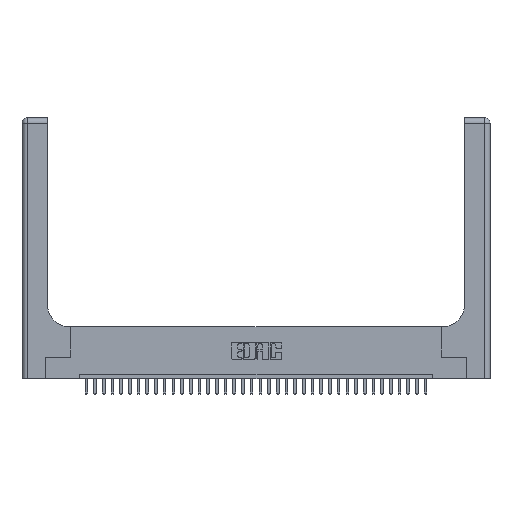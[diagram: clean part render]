
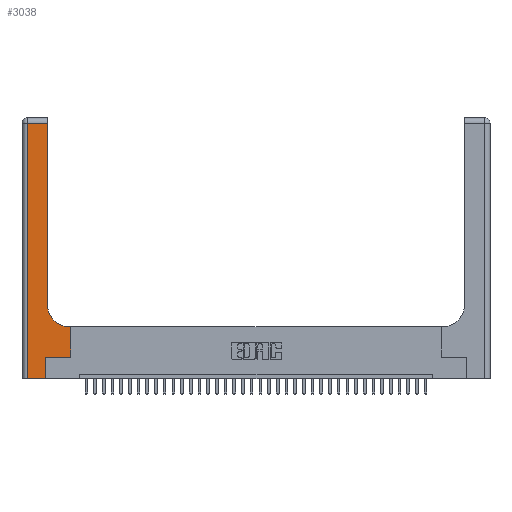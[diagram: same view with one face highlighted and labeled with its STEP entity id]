
A CAD part, top view. The second image highlights one B-rep face of the part: STEP entity #3038.
In plain terms, the highlighted planar face has unit normal (0, 0, 1).
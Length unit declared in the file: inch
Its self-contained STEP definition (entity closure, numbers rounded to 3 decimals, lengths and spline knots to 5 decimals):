
#434 = CARTESIAN_POINT ( 'NONE',  ( 0.269, 0., 0.37 ) ) ;
#776 = CARTESIAN_POINT ( 'NONE',  ( 0.5585, 0.25, 0.37 ) ) ;
#1114 = EDGE_LOOP ( 'NONE', ( #24045, #26223, #31505, #35434, #1291, #21231, #20603, #13730, #28538 ) ) ;
#1291 = ORIENTED_EDGE ( 'NONE', *, *, #19681, .T. ) ;
#1474 = EDGE_CURVE ( 'NONE', #29093, #2336, #16738, .T. ) ;
#1521 = CARTESIAN_POINT ( 'NONE',  ( 0.269, 0.25, 0.37 ) ) ;
#2336 = VERTEX_POINT ( 'NONE', #434 ) ;
#3038 = ADVANCED_FACE ( 'NONE', ( #10586 ), #20555, .F. ) ;
#3058 = CARTESIAN_POINT ( 'NONE',  ( 0.06, 3., 0.37 ) ) ;
#3710 = CARTESIAN_POINT ( 'NONE',  ( 0.269, 0.25, 0.37 ) ) ;
#4678 = LINE ( 'NONE', #3058, #28778 ) ;
#5187 = DIRECTION ( 'NONE',  ( 0., 0., -1. ) ) ;
#7240 = LINE ( 'NONE', #28152, #19315 ) ;
#7634 = CARTESIAN_POINT ( 'NONE',  ( 0.5415, 0.85, 0.37 ) ) ;
#8349 = LINE ( 'NONE', #27401, #22560 ) ;
#9145 = DIRECTION ( 'NONE',  ( 0., 1., 0. ) ) ;
#10327 = LINE ( 'NONE', #1521, #20186 ) ;
#10586 = FACE_OUTER_BOUND ( 'NONE', #1114, .T. ) ;
#10682 = CARTESIAN_POINT ( 'NONE',  ( 0.5415, 0.6, 0.37 ) ) ;
#12013 = EDGE_CURVE ( 'NONE', #25163, #32737, #31626, .T. ) ;
#13650 = LINE ( 'NONE', #23516, #31660 ) ;
#13730 = ORIENTED_EDGE ( 'NONE', *, *, #16929, .T. ) ;
#14303 = DIRECTION ( 'NONE',  ( 0., 1., 0. ) ) ;
#14829 = DIRECTION ( 'NONE',  ( 0., 0., -1. ) ) ;
#15023 = CARTESIAN_POINT ( 'NONE',  ( 0.06, 2.94, 0.37 ) ) ;
#15835 = EDGE_CURVE ( 'NONE', #23749, #29093, #4678, .T. ) ;
#15903 = DIRECTION ( 'NONE',  ( -1., 0., 0. ) ) ;
#16738 = LINE ( 'NONE', #20598, #28304 ) ;
#16929 = EDGE_CURVE ( 'NONE', #28391, #25163, #13650, .T. ) ;
#17762 = CARTESIAN_POINT ( 'NONE',  ( 0.06, 0., 0.37 ) ) ;
#19087 = DIRECTION ( 'NONE',  ( 1., 0., 0. ) ) ;
#19315 = VECTOR ( 'NONE', #9145, 39.37008 ) ;
#19463 = VERTEX_POINT ( 'NONE', #776 ) ;
#19681 = EDGE_CURVE ( 'NONE', #2336, #21724, #20789, .T. ) ;
#20186 = VECTOR ( 'NONE', #35213, 39.37008 ) ;
#20555 = PLANE ( 'NONE',  #24648 ) ;
#20598 = CARTESIAN_POINT ( 'NONE',  ( 0., 0., 0.37 ) ) ;
#20603 = ORIENTED_EDGE ( 'NONE', *, *, #30755, .T. ) ;
#20789 = LINE ( 'NONE', #22107, #33268 ) ;
#21231 = ORIENTED_EDGE ( 'NONE', *, *, #22467, .T. ) ;
#21724 = VERTEX_POINT ( 'NONE', #3710 ) ;
#22107 = CARTESIAN_POINT ( 'NONE',  ( 0.269, 0., 0.37 ) ) ;
#22279 = VECTOR ( 'NONE', #14303, 39.37008 ) ;
#22461 = DIRECTION ( 'NONE',  ( 0., -1., 0. ) ) ;
#22467 = EDGE_CURVE ( 'NONE', #21724, #19463, #10327, .T. ) ;
#22560 = VECTOR ( 'NONE', #15903, 39.37008 ) ;
#22571 = DIRECTION ( 'NONE',  ( 0., 1., 0. ) ) ;
#23076 = CARTESIAN_POINT ( 'NONE',  ( 0.5585, 0.6, 0.37 ) ) ;
#23516 = CARTESIAN_POINT ( 'NONE',  ( 0.2915, 0.6, 0.37 ) ) ;
#23749 = VERTEX_POINT ( 'NONE', #15023 ) ;
#24045 = ORIENTED_EDGE ( 'NONE', *, *, #31431, .T. ) ;
#24648 = AXIS2_PLACEMENT_3D ( 'NONE', #31153, #14829, #33981 ) ;
#25163 = VERTEX_POINT ( 'NONE', #10682 ) ;
#25749 = CARTESIAN_POINT ( 'NONE',  ( 0.2915, 0.85, 0.37 ) ) ;
#26223 = ORIENTED_EDGE ( 'NONE', *, *, #33415, .T. ) ;
#27401 = CARTESIAN_POINT ( 'NONE',  ( 0., 2.94, 0.37 ) ) ;
#27872 = LINE ( 'NONE', #30759, #22279 ) ;
#28152 = CARTESIAN_POINT ( 'NONE',  ( 0.5585, 0.25, 0.37 ) ) ;
#28304 = VECTOR ( 'NONE', #31035, 39.37008 ) ;
#28391 = VERTEX_POINT ( 'NONE', #23076 ) ;
#28516 = CARTESIAN_POINT ( 'NONE',  ( 0.2915, 2.94, 0.37 ) ) ;
#28538 = ORIENTED_EDGE ( 'NONE', *, *, #12013, .T. ) ;
#28778 = VECTOR ( 'NONE', #22461, 39.37008 ) ;
#29060 = DIRECTION ( 'NONE',  ( -1., 0., 0. ) ) ;
#29093 = VERTEX_POINT ( 'NONE', #17762 ) ;
#30635 = VERTEX_POINT ( 'NONE', #28516 ) ;
#30755 = EDGE_CURVE ( 'NONE', #19463, #28391, #7240, .T. ) ;
#30759 = CARTESIAN_POINT ( 'NONE',  ( 0.2915, 3., 0.37 ) ) ;
#31035 = DIRECTION ( 'NONE',  ( 1., 0., 0. ) ) ;
#31153 = CARTESIAN_POINT ( 'NONE',  ( 0., 3., 0.37 ) ) ;
#31431 = EDGE_CURVE ( 'NONE', #32737, #30635, #27872, .T. ) ;
#31505 = ORIENTED_EDGE ( 'NONE', *, *, #15835, .T. ) ;
#31626 = CIRCLE ( 'NONE', #34158, 0.25 ) ;
#31660 = VECTOR ( 'NONE', #29060, 39.37008 ) ;
#32737 = VERTEX_POINT ( 'NONE', #25749 ) ;
#33268 = VECTOR ( 'NONE', #22571, 39.37008 ) ;
#33415 = EDGE_CURVE ( 'NONE', #30635, #23749, #8349, .T. ) ;
#33981 = DIRECTION ( 'NONE',  ( -1., 0., 0. ) ) ;
#34158 = AXIS2_PLACEMENT_3D ( 'NONE', #7634, #5187, #19087 ) ;
#35213 = DIRECTION ( 'NONE',  ( 1., 0., 0. ) ) ;
#35434 = ORIENTED_EDGE ( 'NONE', *, *, #1474, .T. ) ;
